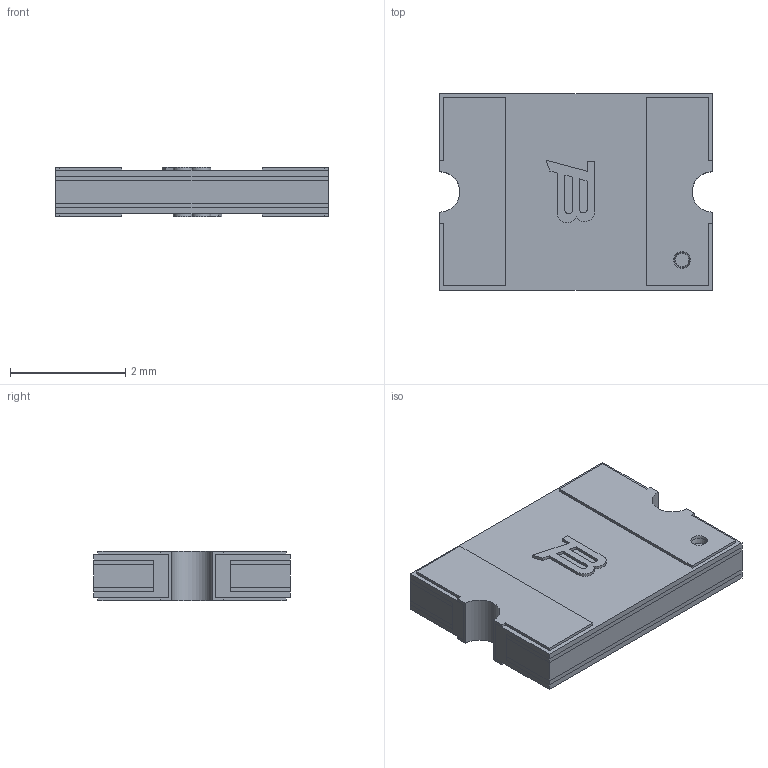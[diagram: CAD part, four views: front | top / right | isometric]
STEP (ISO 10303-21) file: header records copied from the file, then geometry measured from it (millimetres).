
FILE_DESCRIPTION(('FreeCAD Model'),'2;1');
FILE_NAME('Open CASCADE Shape Model','2022-11-01T01:15:49',(''),(''), 'Open CASCADE STEP processor 7.6','FreeCAD','Unknown');
FILE_SCHEMA(('AUTOMOTIVE_DESIGN { 1 0 10303 214 1 1 1 1 }'));
Length unit declared in the file: millimetre
Products named in the file (10): MF-MSMF-C0.85; COMPOUND008; COMPOUND; COMPOUND001; COMPOUND002; COMPOUND003; COMPOUND004; COMPOUND005; COMPOUND006; COMPOUND007
Assembly tree (9 placements, depth 3):
  MF-MSMF-C0.85
    COMPOUND008
      COMPOUND
      COMPOUND001
      COMPOUND002
      COMPOUND003
      COMPOUND004
      COMPOUND005
      COMPOUND006
      COMPOUND007
Bounding box: 4.73 x 3.41 x 0.85 mm (x, y, z)
Volume: 12.5 mm3; surface area: 201.8 mm2
Topology: 8 solids, 8 shells, 134 faces, 354 edges, 236 vertices
Faces by surface type: plane 108, cylinder 22, cone 4
Entity records: 9166 total; most frequent: CARTESIAN_POINT 1596, DIRECTION 1373, LINE 954, VECTOR 954, ORIENTED_EDGE 708, PCURVE 708, DEFINITIONAL_REPRESENTATION 708, EDGE_CURVE 354
